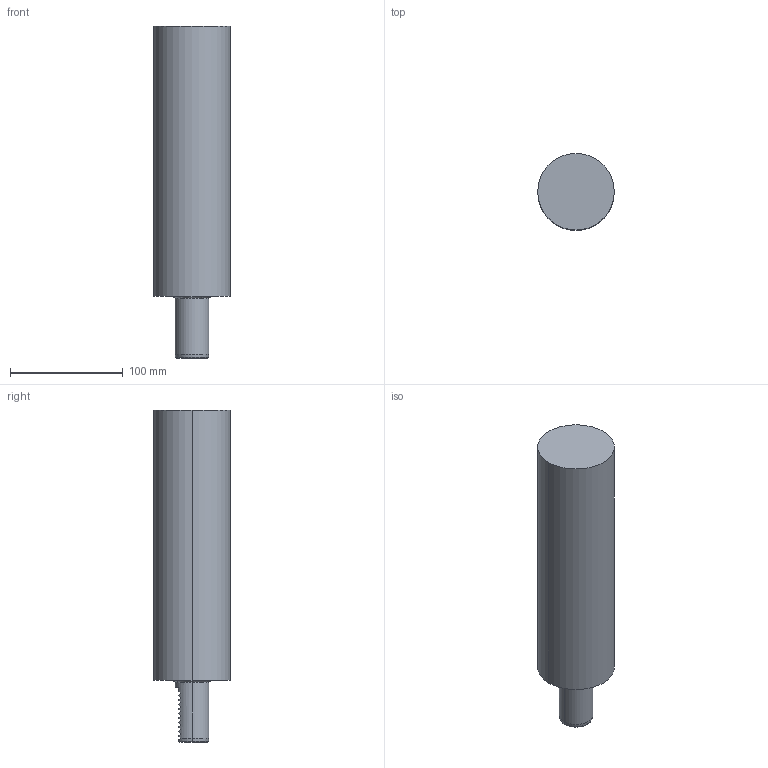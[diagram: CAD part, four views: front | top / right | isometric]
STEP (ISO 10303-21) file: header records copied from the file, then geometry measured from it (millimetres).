
FILE_DESCRIPTION (( 'STEP AP203' ), '1' );
FILE_NAME ('STEP.STEP', '2020-05-13T04:30:19', ( '' ), ( '' ), 'SwSTEP 2.0', 'SolidWorks 2017', '' );
FILE_SCHEMA (( 'CONFIG_CONTROL_DESIGN' ));
Length unit declared in the file: millimetre
Products named in the file (1): STEP
Bounding box: 68 x 68 x 295 mm (x, y, z)
Volume: 905819 mm3; surface area: 65226.7 mm2
Topology: 2 solids, 3 shells, 100 faces, 262 edges, 165 vertices
Faces by surface type: plane 43, cylinder 25, bspline 16, cone 16
Entity records: 3842 total; most frequent: CARTESIAN_POINT 1550, ORIENTED_EDGE 512, DIRECTION 415, EDGE_CURVE 256, VERTEX_POINT 165, AXIS2_PLACEMENT_3D 158, EDGE_LOOP 105, FACE_OUTER_BOUND 100
